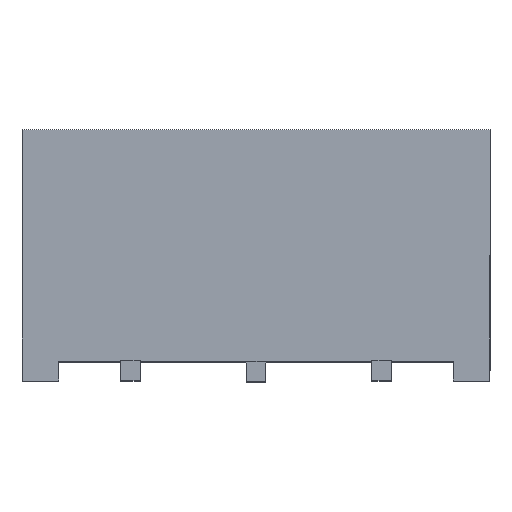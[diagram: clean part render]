
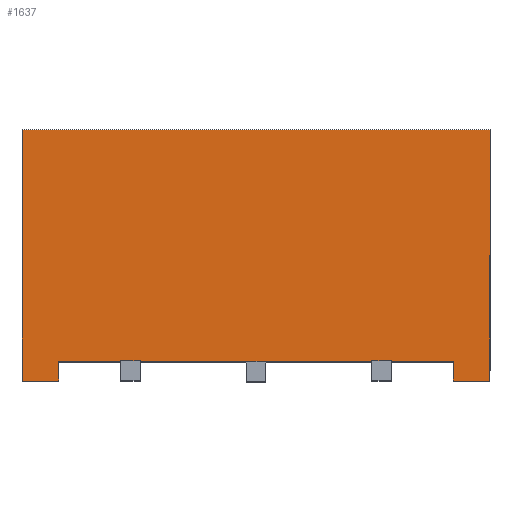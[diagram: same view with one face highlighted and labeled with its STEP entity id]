
A CAD part, top view. The second image highlights one B-rep face of the part: STEP entity #1637.
In plain terms, the highlighted planar face has unit normal (0, 0, 1).
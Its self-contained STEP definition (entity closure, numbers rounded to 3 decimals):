
#34 = VERTEX_POINT ( 'NONE', #48 ) ;
#48 = CARTESIAN_POINT ( 'NONE',  ( 4., 0., 4.75 ) ) ;
#52 = DIRECTION ( 'NONE',  ( 0., -1., 0. ) ) ;
#58 = EDGE_CURVE ( 'NONE', #1451, #34, #1446, .T. ) ;
#72 = CARTESIAN_POINT ( 'NONE',  ( 4., -0.4, 4.75 ) ) ;
#79 = CARTESIAN_POINT ( 'NONE',  ( -4., -0.4, 4.75 ) ) ;
#124 = CARTESIAN_POINT ( 'NONE',  ( 4.75, 4.7, 4.75 ) ) ;
#128 = CARTESIAN_POINT ( 'NONE',  ( -4.75, -0.4, 4.75 ) ) ;
#186 = ORIENTED_EDGE ( 'NONE', *, *, #1167, .F. ) ;
#213 = PLANE ( 'NONE',  #1623 ) ;
#263 = ORIENTED_EDGE ( 'NONE', *, *, #1116, .F. ) ;
#264 = VECTOR ( 'NONE', #52, 1000. ) ;
#274 = ORIENTED_EDGE ( 'NONE', *, *, #1622, .T. ) ;
#313 = LINE ( 'NONE', #964, #517 ) ;
#333 = CARTESIAN_POINT ( 'NONE',  ( -4.75, 4.7, 4.75 ) ) ;
#377 = CARTESIAN_POINT ( 'NONE',  ( 4., -0.4, 4.75 ) ) ;
#438 = VECTOR ( 'NONE', #1193, 1000. ) ;
#439 = DIRECTION ( 'NONE',  ( 0., -1., 0. ) ) ;
#502 = DIRECTION ( 'NONE',  ( 0., 1., 0. ) ) ;
#515 = CARTESIAN_POINT ( 'NONE',  ( -4., 0., 4.75 ) ) ;
#517 = VECTOR ( 'NONE', #1692, 1000. ) ;
#540 = CARTESIAN_POINT ( 'NONE',  ( -4.75, 4.7, 4.75 ) ) ;
#547 = VECTOR ( 'NONE', #621, 1000. ) ;
#558 = LINE ( 'NONE', #808, #1521 ) ;
#576 = FACE_OUTER_BOUND ( 'NONE', #1484, .T. ) ;
#621 = DIRECTION ( 'NONE',  ( 1., 0., 0. ) ) ;
#685 = EDGE_CURVE ( 'NONE', #1460, #1567, #951, .T. ) ;
#688 = VERTEX_POINT ( 'NONE', #1222 ) ;
#694 = CARTESIAN_POINT ( 'NONE',  ( 4.75, 4.7, 4.75 ) ) ;
#808 = CARTESIAN_POINT ( 'NONE',  ( -4.75, -0.4, 4.75 ) ) ;
#815 = VERTEX_POINT ( 'NONE', #377 ) ;
#835 = EDGE_CURVE ( 'NONE', #688, #1451, #1759, .T. ) ;
#868 = EDGE_CURVE ( 'NONE', #815, #34, #1316, .T. ) ;
#884 = CARTESIAN_POINT ( 'NONE',  ( 4.75, 0., 4.75 ) ) ;
#905 = CARTESIAN_POINT ( 'NONE',  ( 4.75, -0.4, 4.75 ) ) ;
#936 = ORIENTED_EDGE ( 'NONE', *, *, #58, .T. ) ;
#951 = LINE ( 'NONE', #694, #1730 ) ;
#961 = EDGE_CURVE ( 'NONE', #1567, #815, #1744, .T. ) ;
#963 = ORIENTED_EDGE ( 'NONE', *, *, #868, .F. ) ;
#964 = CARTESIAN_POINT ( 'NONE',  ( 4.75, 4.7, 4.75 ) ) ;
#974 = ORIENTED_EDGE ( 'NONE', *, *, #835, .T. ) ;
#1051 = VECTOR ( 'NONE', #1480, 1000. ) ;
#1116 = EDGE_CURVE ( 'NONE', #688, #1130, #558, .T. ) ;
#1130 = VERTEX_POINT ( 'NONE', #128 ) ;
#1149 = DIRECTION ( 'NONE',  ( 0., 0., -1. ) ) ;
#1167 = EDGE_CURVE ( 'NONE', #1641, #1460, #313, .T. ) ;
#1193 = DIRECTION ( 'NONE',  ( -1., 0., 0. ) ) ;
#1203 = VECTOR ( 'NONE', #502, 1000. ) ;
#1205 = ORIENTED_EDGE ( 'NONE', *, *, #685, .F. ) ;
#1222 = CARTESIAN_POINT ( 'NONE',  ( -4., -0.4, 4.75 ) ) ;
#1316 = LINE ( 'NONE', #72, #1203 ) ;
#1337 = CARTESIAN_POINT ( 'NONE',  ( 4.75, 4.7, 4.75 ) ) ;
#1359 = DIRECTION ( 'NONE',  ( -1., 0., 0. ) ) ;
#1423 = DIRECTION ( 'NONE',  ( -1., 0., 0. ) ) ;
#1446 = LINE ( 'NONE', #884, #547 ) ;
#1451 = VERTEX_POINT ( 'NONE', #515 ) ;
#1460 = VERTEX_POINT ( 'NONE', #124 ) ;
#1480 = DIRECTION ( 'NONE',  ( 0., 1., 0. ) ) ;
#1484 = EDGE_LOOP ( 'NONE', ( #274, #263, #974, #936, #963, #1575, #1205, #186 ) ) ;
#1521 = VECTOR ( 'NONE', #1359, 1000. ) ;
#1567 = VERTEX_POINT ( 'NONE', #905 ) ;
#1575 = ORIENTED_EDGE ( 'NONE', *, *, #961, .F. ) ;
#1590 = CARTESIAN_POINT ( 'NONE',  ( 4.75, -0.4, 4.75 ) ) ;
#1622 = EDGE_CURVE ( 'NONE', #1641, #1130, #1654, .T. ) ;
#1623 = AXIS2_PLACEMENT_3D ( 'NONE', #1337, #1149, #1423 ) ;
#1637 = ADVANCED_FACE ( 'NONE', ( #576 ), #213, .F. ) ;
#1641 = VERTEX_POINT ( 'NONE', #333 ) ;
#1654 = LINE ( 'NONE', #540, #264 ) ;
#1692 = DIRECTION ( 'NONE',  ( 1., 0., 0. ) ) ;
#1730 = VECTOR ( 'NONE', #439, 1000. ) ;
#1744 = LINE ( 'NONE', #1590, #438 ) ;
#1759 = LINE ( 'NONE', #79, #1051 ) ;
